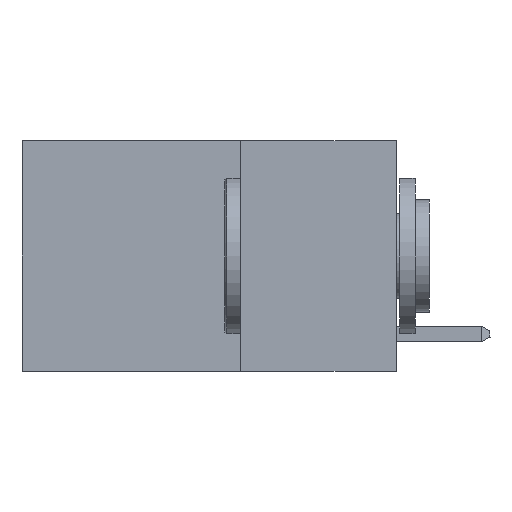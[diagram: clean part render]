
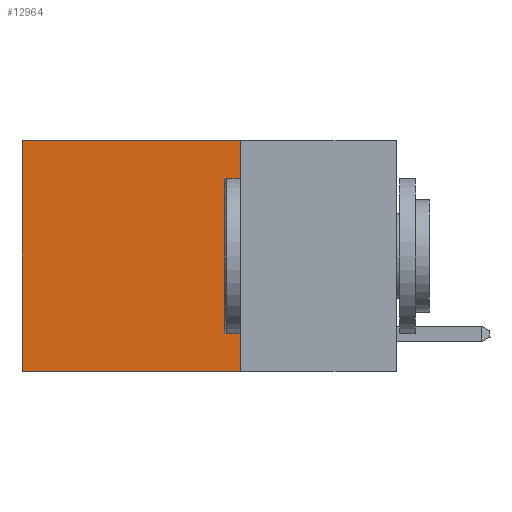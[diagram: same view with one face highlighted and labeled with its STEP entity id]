
A CAD part, left-side view. The second image highlights one B-rep face of the part: STEP entity #12964.
In plain terms, the highlighted planar face has unit normal (-1, 0, 0).
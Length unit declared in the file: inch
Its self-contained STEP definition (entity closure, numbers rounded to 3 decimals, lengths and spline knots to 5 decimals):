
#47 = VECTOR ( 'NONE', #15388, 39.37008 ) ;
#639 = CARTESIAN_POINT ( 'NONE',  ( 0.2625, 0.6, 0. ) ) ;
#645 = CARTESIAN_POINT ( 'NONE',  ( 0.2625, 0.25, -0.37 ) ) ;
#939 = DIRECTION ( 'NONE',  ( 0., 0., -1. ) ) ;
#1886 = CARTESIAN_POINT ( 'NONE',  ( 0.2625, 0.25, 0. ) ) ;
#2004 = DIRECTION ( 'NONE',  ( 0., 1., 0. ) ) ;
#2837 = VERTEX_POINT ( 'NONE', #11678 ) ;
#3477 = ORIENTED_EDGE ( 'NONE', *, *, #5727, .T. ) ;
#4276 = EDGE_CURVE ( 'NONE', #5636, #23541, #13746, .T. ) ;
#4728 = AXIS2_PLACEMENT_3D ( 'NONE', #10754, #16566, #18380 ) ;
#4757 = VECTOR ( 'NONE', #939, 39.37008 ) ;
#5180 = PLANE ( 'NONE',  #4728 ) ;
#5636 = VERTEX_POINT ( 'NONE', #1886 ) ;
#5727 = EDGE_CURVE ( 'NONE', #5636, #2837, #11333, .T. ) ;
#6284 = LINE ( 'NONE', #15745, #47 ) ;
#6487 = LINE ( 'NONE', #639, #16460 ) ;
#6657 = VECTOR ( 'NONE', #2004, 39.37008 ) ;
#7474 = EDGE_CURVE ( 'NONE', #23541, #12025, #6284, .T. ) ;
#8149 = DIRECTION ( 'NONE',  ( 0., 0., -1. ) ) ;
#9124 = EDGE_CURVE ( 'NONE', #2837, #12025, #6487, .T. ) ;
#10754 = CARTESIAN_POINT ( 'NONE',  ( 0.2625, 0.25, 0. ) ) ;
#11333 = LINE ( 'NONE', #18459, #6657 ) ;
#11678 = CARTESIAN_POINT ( 'NONE',  ( 0.2625, 0.6, 0. ) ) ;
#12025 = VERTEX_POINT ( 'NONE', #23296 ) ;
#12964 = ADVANCED_FACE ( 'NONE', ( #23585 ), #5180, .F. ) ;
#13746 = LINE ( 'NONE', #23166, #4757 ) ;
#15388 = DIRECTION ( 'NONE',  ( 0., 1., 0. ) ) ;
#15678 = ORIENTED_EDGE ( 'NONE', *, *, #9124, .T. ) ;
#15745 = CARTESIAN_POINT ( 'NONE',  ( 0.2625, 0.25, -0.37 ) ) ;
#16460 = VECTOR ( 'NONE', #8149, 39.37008 ) ;
#16566 = DIRECTION ( 'NONE',  ( 1., 0., 0. ) ) ;
#17612 = EDGE_LOOP ( 'NONE', ( #15678, #23053, #21063, #3477 ) ) ;
#18380 = DIRECTION ( 'NONE',  ( 0., 0., -1. ) ) ;
#18459 = CARTESIAN_POINT ( 'NONE',  ( 0.2625, 0.25, 0. ) ) ;
#21063 = ORIENTED_EDGE ( 'NONE', *, *, #4276, .F. ) ;
#23053 = ORIENTED_EDGE ( 'NONE', *, *, #7474, .F. ) ;
#23166 = CARTESIAN_POINT ( 'NONE',  ( 0.2625, 0.25, 0. ) ) ;
#23296 = CARTESIAN_POINT ( 'NONE',  ( 0.2625, 0.6, -0.37 ) ) ;
#23541 = VERTEX_POINT ( 'NONE', #645 ) ;
#23585 = FACE_OUTER_BOUND ( 'NONE', #17612, .T. ) ;
